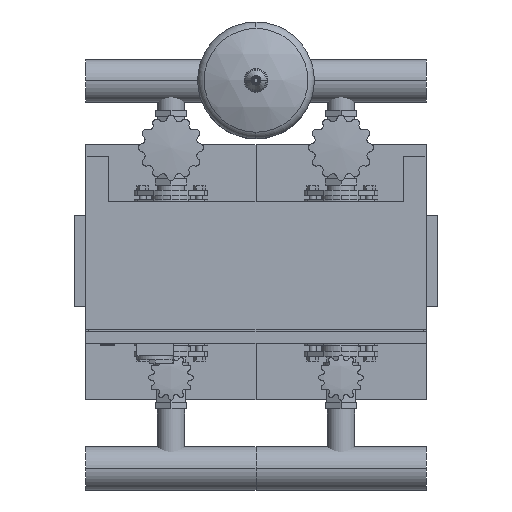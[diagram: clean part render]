
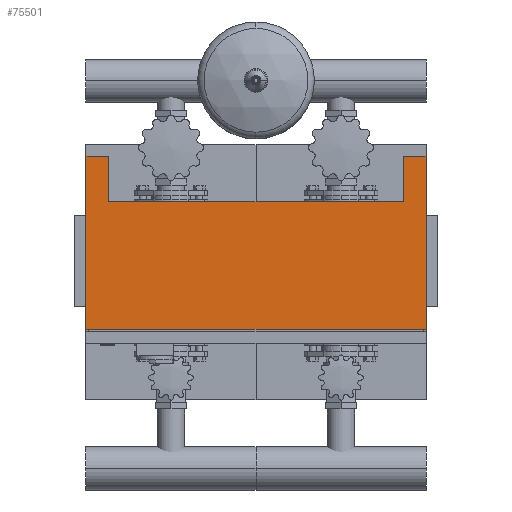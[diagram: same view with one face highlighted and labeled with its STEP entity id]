
A CAD part, top view. The second image highlights one B-rep face of the part: STEP entity #75501.
In plain terms, the highlighted planar face has unit normal (0, 0, 1).
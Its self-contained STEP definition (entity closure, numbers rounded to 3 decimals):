
#74149=CARTESIAN_POINT('',(560.0,202.353,1670.0));
#74150=VERTEX_POINT('',#74149);
#74151=CARTESIAN_POINT('',(600.0,202.353,1670.0));
#74152=VERTEX_POINT('',#74151);
#74153=CARTESIAN_POINT('',(560.0,202.353,1670.0));
#74154=DIRECTION('',(1.0,0.0,0.0));
#74155=VECTOR('',#74154,40.0);
#74156=LINE('',#74153,#74155);
#74157=EDGE_CURVE('',#74150,#74152,#74156,.T.);
#74211=CARTESIAN_POINT('',(560.0,122.353,1670.0));
#74212=VERTEX_POINT('',#74211);
#74219=CARTESIAN_POINT('',(560.0,202.353,1670.0));
#74220=DIRECTION('',(0.0,-1.0,0.0));
#74221=VECTOR('',#74220,80.0);
#74222=LINE('',#74219,#74221);
#74223=EDGE_CURVE('',#74150,#74212,#74222,.T.);
#74246=CARTESIAN_POINT('',(0.,202.353,1670.0));
#74247=VERTEX_POINT('',#74246);
#74254=CARTESIAN_POINT('',(40.,202.353,1670.0));
#74255=VERTEX_POINT('',#74254);
#74256=CARTESIAN_POINT('',(40.,202.353,1670.0));
#74257=DIRECTION('',(-1.0,0.0,0.0));
#74258=VECTOR('',#74257,40.0);
#74259=LINE('',#74256,#74258);
#74260=EDGE_CURVE('',#74255,#74247,#74259,.T.);
#74323=CARTESIAN_POINT('',(40.,122.353,1670.0));
#74324=VERTEX_POINT('',#74323);
#74325=CARTESIAN_POINT('',(40.,202.353,1670.0));
#74326=DIRECTION('',(0.0,-1.0,0.0));
#74327=VECTOR('',#74326,80.0);
#74328=LINE('',#74325,#74327);
#74329=EDGE_CURVE('',#74255,#74324,#74328,.T.);
#74371=CARTESIAN_POINT('',(560.0,122.353,1670.0));
#74372=DIRECTION('',(-1.0,0.0,0.0));
#74373=VECTOR('',#74372,520.0);
#74374=LINE('',#74371,#74373);
#74375=EDGE_CURVE('',#74212,#74324,#74374,.T.);
#75435=CARTESIAN_POINT('',(600.0,-102.647,1670.0));
#75436=VERTEX_POINT('',#75435);
#75445=CARTESIAN_POINT('',(0.,-102.647,1670.0));
#75446=VERTEX_POINT('',#75445);
#75447=CARTESIAN_POINT('',(0.,-102.647,1670.0));
#75448=DIRECTION('',(1.0,0.0,0.0));
#75449=VECTOR('',#75448,600.0);
#75450=LINE('',#75447,#75449);
#75451=EDGE_CURVE('',#75446,#75436,#75450,.T.);
#75476=CARTESIAN_POINT('',(0.,122.353,1670.0));
#75477=DIRECTION('',(0.0,0.0,1.0));
#75478=DIRECTION('',(0.0,-1.0,0.0));
#75479=AXIS2_PLACEMENT_3D('',#75476,#75477,#75478);
#75480=PLANE('',#75479);
#75481=ORIENTED_EDGE('',*,*,#75451,.T.);
#75482=CARTESIAN_POINT('',(600.0,202.353,1670.0));
#75483=DIRECTION('',(0.0,-1.0,0.0));
#75484=VECTOR('',#75483,305.0);
#75485=LINE('',#75482,#75484);
#75486=EDGE_CURVE('',#74152,#75436,#75485,.T.);
#75487=ORIENTED_EDGE('',*,*,#75486,.F.);
#75488=ORIENTED_EDGE('',*,*,#74157,.F.);
#75489=ORIENTED_EDGE('',*,*,#74223,.T.);
#75490=ORIENTED_EDGE('',*,*,#74375,.T.);
#75491=ORIENTED_EDGE('',*,*,#74329,.F.);
#75492=ORIENTED_EDGE('',*,*,#74260,.T.);
#75493=CARTESIAN_POINT('',(0.,202.353,1670.0));
#75494=DIRECTION('',(0.0,-1.0,0.0));
#75495=VECTOR('',#75494,305.0);
#75496=LINE('',#75493,#75495);
#75497=EDGE_CURVE('',#74247,#75446,#75496,.T.);
#75498=ORIENTED_EDGE('',*,*,#75497,.T.);
#75499=EDGE_LOOP('',(#75481,#75487,#75488,#75489,#75490,#75491,#75492,#75498));
#75500=FACE_OUTER_BOUND('',#75499,.T.);
#75501=ADVANCED_FACE('',(#75500),#75480,.T.);
